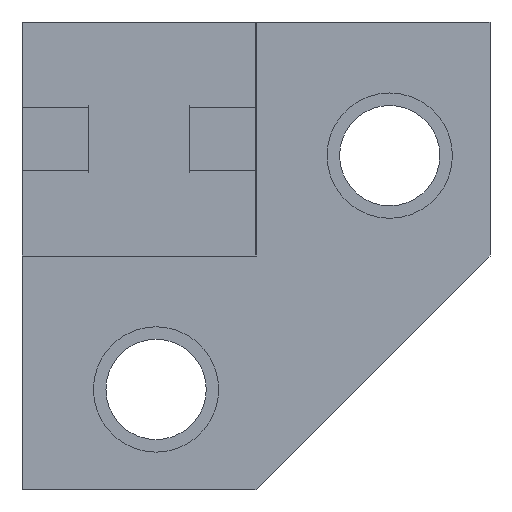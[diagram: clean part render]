
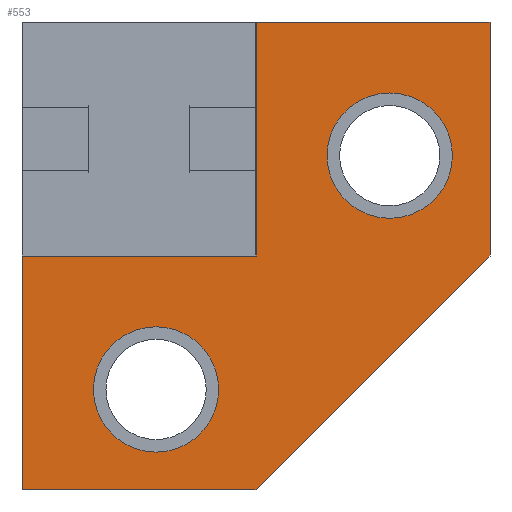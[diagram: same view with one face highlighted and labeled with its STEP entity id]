
A CAD part, left-side view. The second image highlights one B-rep face of the part: STEP entity #553.
In plain terms, the highlighted planar face has unit normal (-1, 0, 0).
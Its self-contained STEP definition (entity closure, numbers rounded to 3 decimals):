
#101 = VERTEX_POINT('',#102);
#102 = CARTESIAN_POINT('',(151.,170.,311.999));
#108 = EDGE_CURVE('',#109,#101,#111,.T.);
#109 = VERTEX_POINT('',#110);
#110 = CARTESIAN_POINT('',(151.,170.,325.999));
#111 = LINE('',#112,#113);
#112 = CARTESIAN_POINT('',(151.,170.,339.999));
#113 = VECTOR('',#114,1.);
#114 = DIRECTION('',(0.,0.,-1.));
#189 = VERTEX_POINT('',#190);
#190 = CARTESIAN_POINT('',(151.,156.,311.999));
#196 = EDGE_CURVE('',#101,#189,#197,.T.);
#197 = LINE('',#198,#199);
#198 = CARTESIAN_POINT('',(151.,170.,311.999));
#199 = VECTOR('',#200,1.);
#200 = DIRECTION('',(0.,-1.,0.));
#213 = VERTEX_POINT('',#214);
#214 = CARTESIAN_POINT('',(151.,142.,325.999));
#220 = EDGE_CURVE('',#189,#213,#221,.T.);
#221 = LINE('',#222,#223);
#222 = CARTESIAN_POINT('',(151.,156.,311.999));
#223 = VECTOR('',#224,1.);
#224 = DIRECTION('',(0.,-0.707,0.707));
#237 = VERTEX_POINT('',#238);
#238 = CARTESIAN_POINT('',(151.,142.,339.999));
#244 = EDGE_CURVE('',#213,#237,#245,.T.);
#245 = LINE('',#246,#247);
#246 = CARTESIAN_POINT('',(151.,142.,311.999));
#247 = VECTOR('',#248,1.);
#248 = DIRECTION('',(0.,0.,1.));
#269 = VERTEX_POINT('',#270);
#270 = CARTESIAN_POINT('',(151.,156.,339.999));
#276 = EDGE_CURVE('',#237,#269,#277,.T.);
#277 = LINE('',#278,#279);
#278 = CARTESIAN_POINT('',(151.,142.,339.999));
#279 = VECTOR('',#280,1.);
#280 = DIRECTION('',(0.,1.,0.));
#536 = VERTEX_POINT('',#537);
#537 = CARTESIAN_POINT('',(151.,156.,325.999));
#543 = EDGE_CURVE('',#109,#536,#544,.T.);
#544 = LINE('',#545,#546);
#545 = CARTESIAN_POINT('',(151.,170.,325.999));
#546 = VECTOR('',#547,1.);
#547 = DIRECTION('',(0.,-1.,0.));
#553 = ADVANCED_FACE('',(#554,#568,#579),#590,.F.);
#554 = FACE_BOUND('',#555,.F.);
#555 = EDGE_LOOP('',(#556,#557,#558,#559,#560,#561,#562));
#556 = ORIENTED_EDGE('',*,*,#276,.F.);
#557 = ORIENTED_EDGE('',*,*,#244,.F.);
#558 = ORIENTED_EDGE('',*,*,#220,.F.);
#559 = ORIENTED_EDGE('',*,*,#196,.F.);
#560 = ORIENTED_EDGE('',*,*,#108,.F.);
#561 = ORIENTED_EDGE('',*,*,#543,.T.);
#562 = ORIENTED_EDGE('',*,*,#563,.T.);
#563 = EDGE_CURVE('',#536,#269,#564,.T.);
#564 = LINE('',#565,#566);
#565 = CARTESIAN_POINT('',(151.,156.,325.999));
#566 = VECTOR('',#567,1.);
#567 = DIRECTION('',(0.,0.,1.));
#568 = FACE_BOUND('',#569,.F.);
#569 = EDGE_LOOP('',(#570));
#570 = ORIENTED_EDGE('',*,*,#571,.T.);
#571 = EDGE_CURVE('',#572,#572,#574,.T.);
#572 = VERTEX_POINT('',#573);
#573 = CARTESIAN_POINT('',(151.,158.23,318.015));
#574 = CIRCLE('',#575,3.75);
#575 = AXIS2_PLACEMENT_3D('',#576,#577,#578);
#576 = CARTESIAN_POINT('',(151.,161.98,318.015));
#577 = DIRECTION('',(-1.,0.,0.));
#578 = DIRECTION('',(0.,-1.,0.));
#579 = FACE_BOUND('',#580,.F.);
#580 = EDGE_LOOP('',(#581));
#581 = ORIENTED_EDGE('',*,*,#582,.T.);
#582 = EDGE_CURVE('',#583,#583,#585,.T.);
#583 = VERTEX_POINT('',#584);
#584 = CARTESIAN_POINT('',(151.,144.249,332.004));
#585 = CIRCLE('',#586,3.75);
#586 = AXIS2_PLACEMENT_3D('',#587,#588,#589);
#587 = CARTESIAN_POINT('',(151.,147.999,332.004));
#588 = DIRECTION('',(-1.,0.,0.));
#589 = DIRECTION('',(0.,-1.,0.));
#590 = PLANE('',#591);
#591 = AXIS2_PLACEMENT_3D('',#592,#593,#594);
#592 = CARTESIAN_POINT('',(151.,155.739,325.744));
#593 = DIRECTION('',(1.,0.,0.));
#594 = DIRECTION('',(0.,0.,1.));
